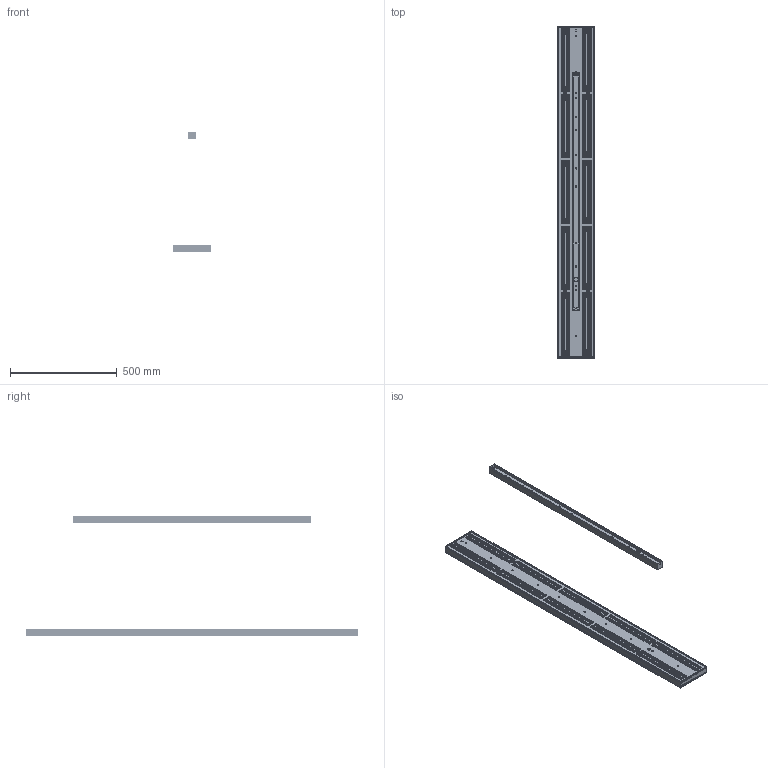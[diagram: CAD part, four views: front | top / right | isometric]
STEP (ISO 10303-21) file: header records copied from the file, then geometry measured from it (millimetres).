
FILE_DESCRIPTION(/* description */ ('This is a sample STEP configuration'),/* implementation_level */ '2;1');
FILE_NAME(/* name */ '697-02000xxxxxxx _Simple.ipt_Rev_00.2.stp',/* time_stamp */ '2021-02-06T15:02:56+01:00',/* author */ ('powerJobs'),/* organization */ ('coolOrange'),/* preprocessor_version */ 'ST-DEVELOPER v18.1',/* originating_system */ 'Autodesk Inventor 2020',/* authorisation */ '');
FILE_SCHEMA (('AUTOMOTIVE_DESIGN { 1 0 10303 214 3 1 1 }'));
Products named in the file (1): ENG000019030
Bounding box: 176 x 1552 x 564.4 mm (x, y, z)
Volume: 1653836.8 mm3; surface area: 1964200.8 mm2
Topology: 38 solids, 38 shells, 11507 faces, 31345 edges, 19609 vertices
Faces by surface type: plane 3965, cylinder 3630, bspline 2336, cone 1080, sphere 480, torus 16
Full cylindrical faces by diameter (mm): 1.5 x2, 3.3 x6, 4.2 x2, 5 x5, 5.8 x6, 6 x10, 6.7 x2, 7 x1, 15.5 x1, 21 x1
Entity records: 465880 total; most frequent: CARTESIAN_POINT 177601, ORIENTED_EDGE 62050, DIRECTION 53886, EDGE_CURVE 31025, VERTEX_POINT 19609, AXIS2_PLACEMENT_3D 19451, LINE 14984, VECTOR 14984
